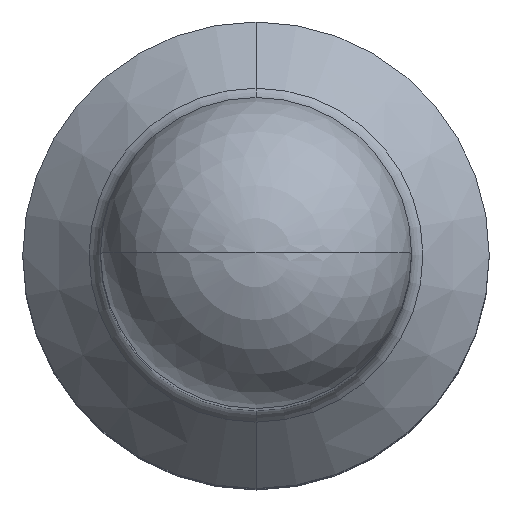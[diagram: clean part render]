
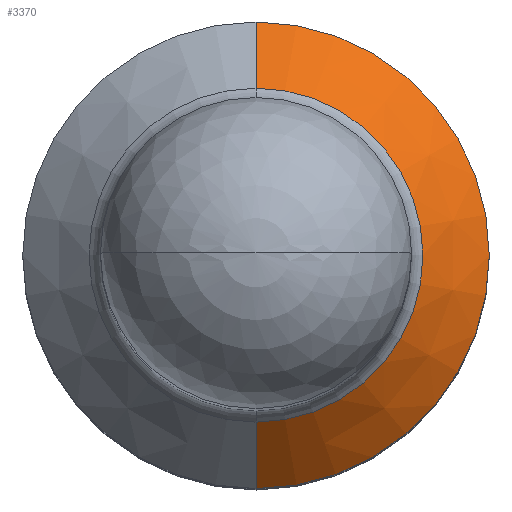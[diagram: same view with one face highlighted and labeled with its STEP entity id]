
A CAD part, top view. The second image highlights one B-rep face of the part: STEP entity #3370.
In plain terms, the highlighted conical face has half-angle 45 degrees and reference radius 3 mm.
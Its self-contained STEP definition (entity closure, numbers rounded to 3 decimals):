
#2830=CARTESIAN_POINT('',(51.312,43.825,65.74));
#2840=VERTEX_POINT('',#2830);
#2920=CARTESIAN_POINT('',(51.312,49.825,65.74));
#2930=VERTEX_POINT('',#2920);
#2960=CARTESIAN_POINT('',(51.312,46.825,65.74));
#2970=DIRECTION('',(0.,0.,1.));
#2980=DIRECTION('',(0.,1.,0.));
#2990=AXIS2_PLACEMENT_3D('',#2960,#2970,#2980);
#3000=CIRCLE('',#2990,3.);
#3010=EDGE_CURVE('',#2840,#2930,#3000,.T.);
#3060=CARTESIAN_POINT('',(51.312,46.825,65.74));
#3070=DIRECTION('',(0.,0.,1.));
#3080=DIRECTION('',(0.,-1.,0.));
#3090=AXIS2_PLACEMENT_3D('',#3060,#3070,#3080);
#3100=CONICAL_SURFACE('',#3090,3.,0.785);
#3110=CARTESIAN_POINT('',(51.312,43.825,65.74));
#3120=DIRECTION('',(0.,-0.707,0.707));
#3130=VECTOR('',#3120,4.243);
#3140=LINE('',#3110,#3130);
#3150=CARTESIAN_POINT('',(51.312,44.679,64.886));
#3160=VERTEX_POINT('',#3150);
#3170=EDGE_CURVE('',#3160,#2840,#3140,.T.);
#3180=ORIENTED_EDGE('',*,*,#3170,.F.);
#3190=ORIENTED_EDGE('',*,*,#3010,.F.);
#3200=CARTESIAN_POINT('',(51.312,49.825,65.74));
#3210=DIRECTION('',(0.,0.707,0.707));
#3220=VECTOR('',#3210,4.243);
#3230=LINE('',#3200,#3220);
#3240=CARTESIAN_POINT('',(51.312,48.972,64.886));
#3250=VERTEX_POINT('',#3240);
#3260=EDGE_CURVE('',#3250,#2930,#3230,.T.);
#3270=ORIENTED_EDGE('',*,*,#3260,.T.);
#3280=CARTESIAN_POINT('',(51.312,46.825,64.886));
#3290=DIRECTION('',(0.,0.,1.));
#3300=DIRECTION('',(0.,1.,0.));
#3310=AXIS2_PLACEMENT_3D('',#3280,#3290,#3300);
#3320=CIRCLE('',#3310,2.146);
#3330=EDGE_CURVE('',#3160,#3250,#3320,.T.);
#3340=ORIENTED_EDGE('',*,*,#3330,.T.);
#3350=EDGE_LOOP('',(#3340,#3270,#3190,#3180));
#3360=FACE_OUTER_BOUND('',#3350,.T.);
#3370=ADVANCED_FACE('',(#3360),#3100,.T.);
